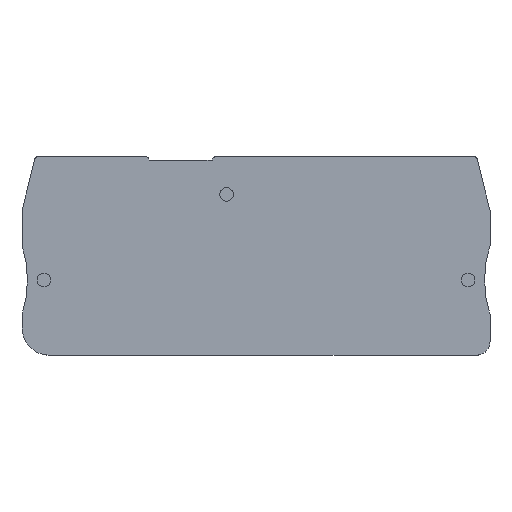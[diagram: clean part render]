
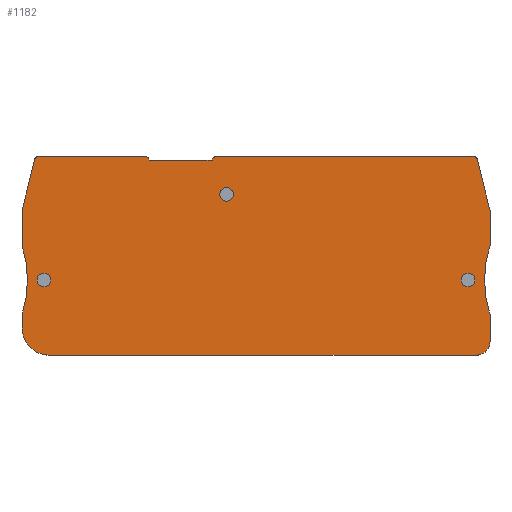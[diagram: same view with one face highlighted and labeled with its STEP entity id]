
A CAD part, top view. The second image highlights one B-rep face of the part: STEP entity #1182.
In plain terms, the highlighted planar face has unit normal (0, 0, 1).
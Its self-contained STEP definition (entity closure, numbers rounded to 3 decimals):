
#324=CARTESIAN_POINT('',(-20.,11.2,5.3));
#325=DIRECTION('',(0.,0.,1.));
#326=DIRECTION('',(1.,0.,0.));
#327=AXIS2_PLACEMENT_3D('',#324,#325,#326);
#329=CARTESIAN_POINT('',(-20.,11.2,5.3));
#330=DIRECTION('',(0.,0.,1.));
#331=DIRECTION('',(-1.,0.,0.));
#332=AXIS2_PLACEMENT_3D('',#329,#330,#331);
#334=CARTESIAN_POINT('',(42.,11.2,5.3));
#335=DIRECTION('',(0.,0.,1.));
#336=DIRECTION('',(1.,0.,0.));
#337=AXIS2_PLACEMENT_3D('',#334,#335,#336);
#339=CARTESIAN_POINT('',(42.,11.2,5.3));
#340=DIRECTION('',(0.,0.,1.));
#341=DIRECTION('',(-1.,0.,0.));
#342=AXIS2_PLACEMENT_3D('',#339,#340,#341);
#344=CARTESIAN_POINT('',(6.7,23.7,5.3));
#345=DIRECTION('',(0.,0.,1.));
#346=DIRECTION('',(1.,0.,0.));
#347=AXIS2_PLACEMENT_3D('',#344,#345,#346);
#349=CARTESIAN_POINT('',(6.7,23.7,5.3));
#350=DIRECTION('',(0.,0.,1.));
#351=DIRECTION('',(-1.,0.,0.));
#352=AXIS2_PLACEMENT_3D('',#349,#350,#351);
#354=DIRECTION('',(0.358,-0.934,0.));
#355=VECTOR('',#354,0.192);
#356=CARTESIAN_POINT('',(-4.645,28.879,5.3));
#357=LINE('',#356,#355);
#358=DIRECTION('',(-1.,0.,0.));
#359=VECTOR('',#358,9.152);
#360=CARTESIAN_POINT('',(4.576,28.7,5.3));
#361=LINE('',#360,#359);
#362=DIRECTION('',(0.358,0.934,0.));
#363=VECTOR('',#362,0.192);
#364=CARTESIAN_POINT('',(4.576,28.7,5.3));
#365=LINE('',#364,#363);
#366=CARTESIAN_POINT('',(5.111,28.7,5.3));
#367=DIRECTION('',(0.,0.,-1.));
#368=DIRECTION('',(-0.934,0.358,0.));
#369=AXIS2_PLACEMENT_3D('',#366,#367,#368);
#371=DIRECTION('',(1.,0.,0.));
#372=VECTOR('',#371,37.748);
#373=CARTESIAN_POINT('',(5.111,29.2,5.3));
#374=LINE('',#373,#372);
#375=CARTESIAN_POINT('',(42.859,28.7,5.3));
#376=DIRECTION('',(0.,0.,-1.));
#377=DIRECTION('',(0.,1.,0.));
#378=AXIS2_PLACEMENT_3D('',#375,#376,#377);
#380=DIRECTION('',(0.242,-0.97,0.));
#381=VECTOR('',#380,7.67);
#382=CARTESIAN_POINT('',(43.345,28.821,5.3));
#383=LINE('',#382,#381);
#384=DIRECTION('',(0.,-1.,0.));
#385=VECTOR('',#384,5.183);
#386=CARTESIAN_POINT('',(45.2,21.379,5.3));
#387=LINE('',#386,#385);
#388=CARTESIAN_POINT('',(60.4,11.2,5.3));
#389=DIRECTION('',(0.,0.,1.));
#390=DIRECTION('',(-0.95,0.312,0.));
#391=AXIS2_PLACEMENT_3D('',#388,#389,#390);
#393=DIRECTION('',(0.,-1.,0.));
#394=VECTOR('',#393,4.004);
#395=CARTESIAN_POINT('',(45.2,6.204,5.3));
#396=LINE('',#395,#394);
#397=CARTESIAN_POINT('',(43.2,2.2,5.3));
#398=DIRECTION('',(0.,0.,-1.));
#399=DIRECTION('',(1.,0.,0.));
#400=AXIS2_PLACEMENT_3D('',#397,#398,#399);
#402=DIRECTION('',(-1.,0.,0.));
#403=VECTOR('',#402,62.4);
#404=CARTESIAN_POINT('',(43.2,0.2,5.3));
#405=LINE('',#404,#403);
#406=CARTESIAN_POINT('',(-19.2,4.2,5.3));
#407=DIRECTION('',(0.,0.,-1.));
#408=DIRECTION('',(0.,-1.,0.));
#409=AXIS2_PLACEMENT_3D('',#406,#407,#408);
#411=DIRECTION('',(0.,1.,0.));
#412=VECTOR('',#411,2.004);
#413=CARTESIAN_POINT('',(-23.2,4.2,5.3));
#414=LINE('',#413,#412);
#415=CARTESIAN_POINT('',(-38.4,11.2,5.3));
#416=DIRECTION('',(0.,0.,1.));
#417=DIRECTION('',(0.95,-0.312,0.));
#418=AXIS2_PLACEMENT_3D('',#415,#416,#417);
#420=DIRECTION('',(0.,1.,0.));
#421=VECTOR('',#420,5.183);
#422=CARTESIAN_POINT('',(-23.2,16.196,5.3));
#423=LINE('',#422,#421);
#424=DIRECTION('',(0.242,0.97,0.));
#425=VECTOR('',#424,7.67);
#426=CARTESIAN_POINT('',(-23.2,21.379,5.3));
#427=LINE('',#426,#425);
#428=CARTESIAN_POINT('',(-20.859,28.7,5.3));
#429=DIRECTION('',(0.,0.,-1.));
#430=DIRECTION('',(-0.97,0.242,0.));
#431=AXIS2_PLACEMENT_3D('',#428,#429,#430);
#433=DIRECTION('',(1.,0.,0.));
#434=VECTOR('',#433,15.748);
#435=CARTESIAN_POINT('',(-20.859,29.2,5.3));
#436=LINE('',#435,#434);
#437=CARTESIAN_POINT('',(-5.111,28.7,5.3));
#438=DIRECTION('',(0.,0.,-1.));
#439=DIRECTION('',(0.,1.,0.));
#440=AXIS2_PLACEMENT_3D('',#437,#438,#439);
#644=CARTESIAN_POINT('',(4.645,28.879,5.3));
#645=VERTEX_POINT('',#644);
#646=CARTESIAN_POINT('',(5.111,29.2,5.3));
#647=VERTEX_POINT('',#646);
#648=CARTESIAN_POINT('',(42.859,29.2,5.3));
#649=VERTEX_POINT('',#648);
#650=CARTESIAN_POINT('',(-5.111,29.2,5.3));
#651=VERTEX_POINT('',#650);
#652=CARTESIAN_POINT('',(-20.859,29.2,5.3));
#653=VERTEX_POINT('',#652);
#654=CARTESIAN_POINT('',(43.345,28.821,5.3));
#655=VERTEX_POINT('',#654);
#656=CARTESIAN_POINT('',(45.2,21.379,5.3));
#657=VERTEX_POINT('',#656);
#658=CARTESIAN_POINT('',(45.2,16.196,5.3));
#659=VERTEX_POINT('',#658);
#660=CARTESIAN_POINT('',(45.2,6.204,5.3));
#661=VERTEX_POINT('',#660);
#662=CARTESIAN_POINT('',(45.2,2.2,5.3));
#663=VERTEX_POINT('',#662);
#664=CARTESIAN_POINT('',(43.2,0.2,5.3));
#665=VERTEX_POINT('',#664);
#666=CARTESIAN_POINT('',(-19.2,0.2,5.3));
#667=VERTEX_POINT('',#666);
#668=CARTESIAN_POINT('',(-23.2,4.2,5.3));
#669=VERTEX_POINT('',#668);
#670=CARTESIAN_POINT('',(-23.2,6.204,5.3));
#671=VERTEX_POINT('',#670);
#672=CARTESIAN_POINT('',(-23.2,16.196,5.3));
#673=VERTEX_POINT('',#672);
#674=CARTESIAN_POINT('',(-23.2,21.379,5.3));
#675=VERTEX_POINT('',#674);
#676=CARTESIAN_POINT('',(-21.345,28.821,5.3));
#677=VERTEX_POINT('',#676);
#678=CARTESIAN_POINT('',(-4.645,28.879,5.3));
#679=VERTEX_POINT('',#678);
#680=CARTESIAN_POINT('',(-19.,11.2,5.3));
#681=CARTESIAN_POINT('',(-21.,11.2,5.3));
#682=VERTEX_POINT('',#680);
#683=VERTEX_POINT('',#681);
#684=CARTESIAN_POINT('',(43.,11.2,5.3));
#685=CARTESIAN_POINT('',(41.,11.2,5.3));
#686=VERTEX_POINT('',#684);
#687=VERTEX_POINT('',#685);
#688=CARTESIAN_POINT('',(7.7,23.7,5.3));
#689=CARTESIAN_POINT('',(5.7,23.7,5.3));
#690=VERTEX_POINT('',#688);
#691=VERTEX_POINT('',#689);
#768=CARTESIAN_POINT('',(4.576,28.7,5.3));
#769=VERTEX_POINT('',#768);
#770=CARTESIAN_POINT('',(-4.576,28.7,5.3));
#771=VERTEX_POINT('',#770);
#1119=CARTESIAN_POINT('',(0.,0.,5.3));
#1120=DIRECTION('',(0.,0.,1.));
#1121=DIRECTION('',(1.,0.,0.));
#1122=AXIS2_PLACEMENT_3D('',#1119,#1120,#1121);
#1123=PLANE('',#1122);
#1125=ORIENTED_EDGE('',*,*,#1124,.T.);
#1126=ORIENTED_EDGE('',*,*,#1111,.F.);
#1127=ORIENTED_EDGE('',*,*,#1100,.T.);
#1129=ORIENTED_EDGE('',*,*,#1128,.T.);
#1131=ORIENTED_EDGE('',*,*,#1130,.T.);
#1133=ORIENTED_EDGE('',*,*,#1132,.T.);
#1135=ORIENTED_EDGE('',*,*,#1134,.T.);
#1137=ORIENTED_EDGE('',*,*,#1136,.T.);
#1139=ORIENTED_EDGE('',*,*,#1138,.T.);
#1141=ORIENTED_EDGE('',*,*,#1140,.T.);
#1143=ORIENTED_EDGE('',*,*,#1142,.T.);
#1145=ORIENTED_EDGE('',*,*,#1144,.T.);
#1147=ORIENTED_EDGE('',*,*,#1146,.T.);
#1149=ORIENTED_EDGE('',*,*,#1148,.T.);
#1151=ORIENTED_EDGE('',*,*,#1150,.T.);
#1153=ORIENTED_EDGE('',*,*,#1152,.T.);
#1155=ORIENTED_EDGE('',*,*,#1154,.T.);
#1157=ORIENTED_EDGE('',*,*,#1156,.T.);
#1159=ORIENTED_EDGE('',*,*,#1158,.T.);
#1161=ORIENTED_EDGE('',*,*,#1160,.T.);
#1162=EDGE_LOOP('',(#1125,#1126,#1127,#1129,#1131,#1133,#1135,#1137,#1139,#1141,
#1143,#1145,#1147,#1149,#1151,#1153,#1155,#1157,#1159,#1161));
#1163=FACE_OUTER_BOUND('',#1162,.F.);
#1165=ORIENTED_EDGE('',*,*,#1164,.T.);
#1167=ORIENTED_EDGE('',*,*,#1166,.T.);
#1168=EDGE_LOOP('',(#1165,#1167));
#1169=FACE_BOUND('',#1168,.F.);
#1171=ORIENTED_EDGE('',*,*,#1170,.T.);
#1173=ORIENTED_EDGE('',*,*,#1172,.T.);
#1174=EDGE_LOOP('',(#1171,#1173));
#1175=FACE_BOUND('',#1174,.F.);
#1177=ORIENTED_EDGE('',*,*,#1176,.T.);
#1179=ORIENTED_EDGE('',*,*,#1178,.T.);
#1180=EDGE_LOOP('',(#1177,#1179));
#1181=FACE_BOUND('',#1180,.F.);
#1182=ADVANCED_FACE('',(#1163,#1169,#1175,#1181),#1123,.T.);
#328=CIRCLE('',#327,1.);
#333=CIRCLE('',#332,1.);
#338=CIRCLE('',#337,1.);
#343=CIRCLE('',#342,1.);
#348=CIRCLE('',#347,1.);
#353=CIRCLE('',#352,1.);
#370=CIRCLE('',#369,0.5);
#379=CIRCLE('',#378,0.5);
#392=CIRCLE('',#391,16.);
#401=CIRCLE('',#400,2.);
#410=CIRCLE('',#409,4.);
#419=CIRCLE('',#418,16.);
#432=CIRCLE('',#431,0.5);
#441=CIRCLE('',#440,0.5);
#1100=EDGE_CURVE('',#769,#645,#365,.T.);
#1111=EDGE_CURVE('',#769,#771,#361,.T.);
#1124=EDGE_CURVE('',#679,#771,#357,.T.);
#1128=EDGE_CURVE('',#645,#647,#370,.T.);
#1130=EDGE_CURVE('',#647,#649,#374,.T.);
#1132=EDGE_CURVE('',#649,#655,#379,.T.);
#1134=EDGE_CURVE('',#655,#657,#383,.T.);
#1136=EDGE_CURVE('',#657,#659,#387,.T.);
#1138=EDGE_CURVE('',#659,#661,#392,.T.);
#1140=EDGE_CURVE('',#661,#663,#396,.T.);
#1142=EDGE_CURVE('',#663,#665,#401,.T.);
#1144=EDGE_CURVE('',#665,#667,#405,.T.);
#1146=EDGE_CURVE('',#667,#669,#410,.T.);
#1148=EDGE_CURVE('',#669,#671,#414,.T.);
#1150=EDGE_CURVE('',#671,#673,#419,.T.);
#1152=EDGE_CURVE('',#673,#675,#423,.T.);
#1154=EDGE_CURVE('',#675,#677,#427,.T.);
#1156=EDGE_CURVE('',#677,#653,#432,.T.);
#1158=EDGE_CURVE('',#653,#651,#436,.T.);
#1160=EDGE_CURVE('',#651,#679,#441,.T.);
#1164=EDGE_CURVE('',#686,#687,#338,.T.);
#1166=EDGE_CURVE('',#687,#686,#343,.T.);
#1170=EDGE_CURVE('',#690,#691,#348,.T.);
#1172=EDGE_CURVE('',#691,#690,#353,.T.);
#1176=EDGE_CURVE('',#682,#683,#328,.T.);
#1178=EDGE_CURVE('',#683,#682,#333,.T.);
